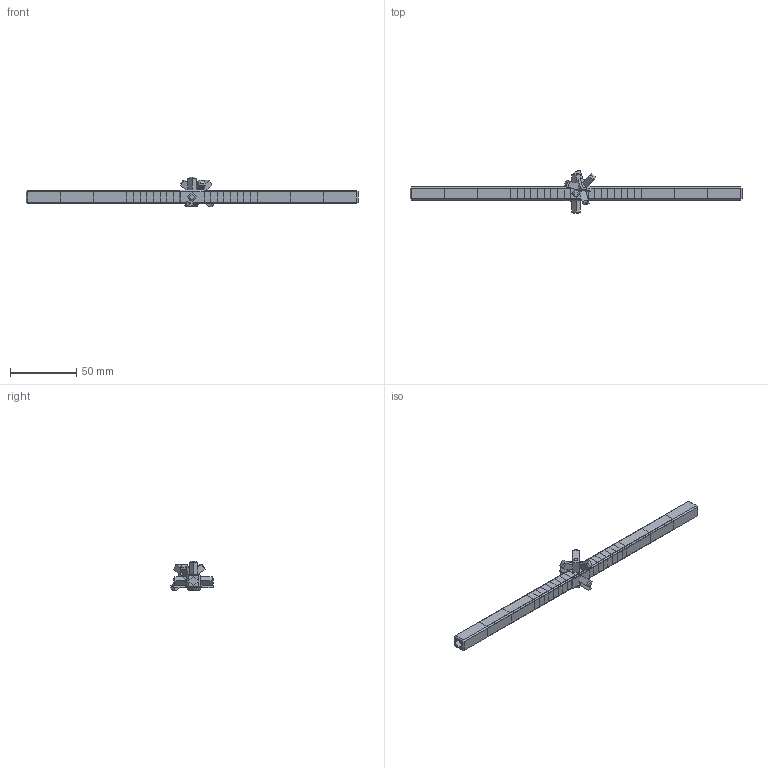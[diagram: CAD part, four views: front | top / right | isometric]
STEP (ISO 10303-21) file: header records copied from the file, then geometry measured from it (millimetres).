
FILE_DESCRIPTION(/* description */ (''),/* implementation_level */ '2;1');
FILE_NAME(/* name */ 'ModularFrame.step',/* time_stamp */ '2025-04-27T03:05:25+02:00',/* author */ (''),/* organization */ (''),/* preprocessor_version */ 'ST-DEVELOPER v20.1',/* originating_system */ 'Autodesk Translation Framework v14.4.0.0',/* authorisation */ '');
FILE_SCHEMA (('AUTOMOTIVE_DESIGN { 1 0 10303 214 3 1 1 }'));
Length unit declared in the file: millimetre
Products named in the file (24): ModularFrame; Connector_Extender; Connector_3-sided_flat; Connector_3-sided_corner; Connector_4-sided_flat; Connector_4-sided_corner; Connector_5-sided; BasePart; Peg; Support; Connector_6-sided; AsNewCombinedComponent; Edge_2x; Edge_3x; Edge_4x; Edge_5x; Edge_6x; Edge_7x; Edge_8x; Edge_9x; Edge_10x; Edge_15x; Edge_20x; Edge_25x
Assembly tree (65 placements, depth 3):
  ModularFrame
    Connector_Extender
      BasePart
      Peg  x2
      Support  x2
    Connector_3-sided_flat
      BasePart
      Peg  x3
      Support  x3
    Connector_3-sided_corner
      BasePart
      Peg  x3
      Support  x2
    Connector_4-sided_flat
      BasePart
      Peg  x4
      Support  x4
    Connector_4-sided_corner
      BasePart
      Peg  x4
      Support  x3
    Connector_5-sided
      BasePart
      Peg  x5
      Support  x4
    Connector_6-sided
      AsNewCombinedComponent
    Edge_2x
    Edge_3x
    Edge_4x
    Edge_5x
    Edge_6x
    Edge_7x
    Edge_8x
    Edge_9x
    Edge_10x
    Edge_15x
    Edge_20x
    Edge_25x
Bounding box: 250 x 32.27 x 22.5 mm (x, y, z)
Volume: 118160.2 mm3; surface area: 60249.4 mm2
Topology: 58 solids, 58 shells, 962 faces, 1890 edges, 1072 vertices
Faces by surface type: plane 962
Entity records: 14287 total; most frequent: DIRECTION 2369, CARTESIAN_POINT 2343, ORIENTED_EDGE 2194, LINE 1097, VECTOR 1097, EDGE_CURVE 1097, AXIS2_PLACEMENT_3D 636, VERTEX_POINT 610
